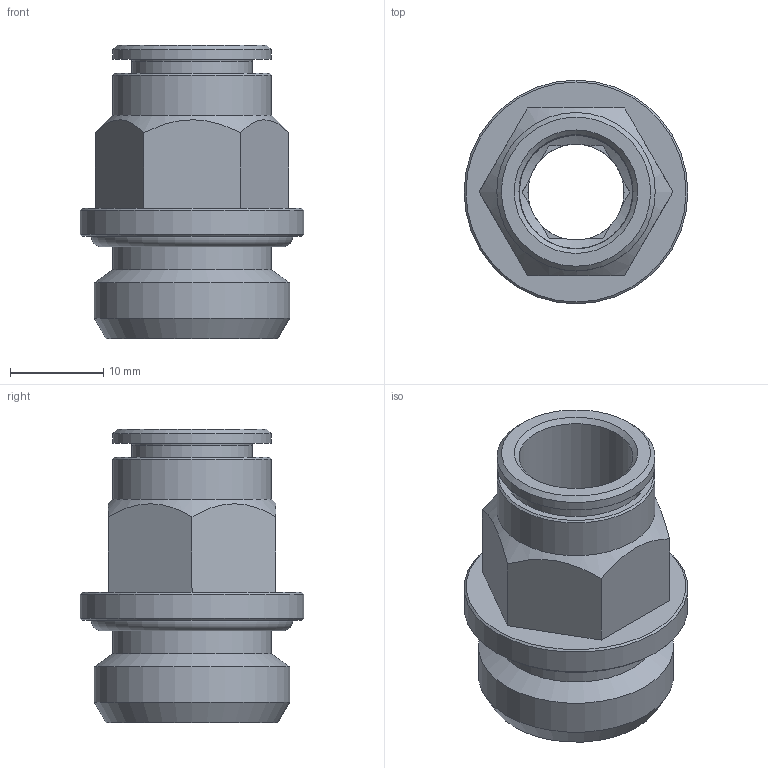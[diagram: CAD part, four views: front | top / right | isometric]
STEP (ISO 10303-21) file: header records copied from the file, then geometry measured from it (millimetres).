
FILE_DESCRIPTION(( 'RV.01.12.12.STP' ), '1');
FILE_NAME( 'RV.01.12.12.STP', '2021-03-01T17:23:31',( 'Sopra'),('sopra-pneumatic.com'), 'SwSTEP 2.0','SolidWorks 2009','' );
FILE_SCHEMA (('AUTOMOTIVE_DESIGN { 1 0 10303 214 1 1 1 1 }'));
Length unit declared in the file: millimetre
Products named in the file (4): Root; OR 17.12X2.62; DR12-5; R200115
Assembly tree (3 placements, depth 2):
  Root
    OR 17.12X2.62
    DR12-5
    R200115
Bounding box: 24 x 24 x 31.5 mm (x, y, z)
Volume: 5140.9 mm3; surface area: 5472.7 mm2
Topology: 3 solids, 3 shells, 66 faces, 155 edges, 98 vertices
Faces by surface type: plane 33, cone 16, cylinder 12, torus 5
Full cylindrical faces by diameter (mm): 10.3 x1, 12.15 x1, 12.25 x1, 12.9 x1, 14.5 x1, 14.7 x1, 15.2 x1, 17 x3, 20.955 x1, 24 x1
Entity records: 2837 total; most frequent: DIRECTION 324, CARTESIAN_POINT 270, PRESENTATION_STYLE_ASSIGNMENT 225, COLOUR_RGB 224, DRAUGHTING_PRE_DEFINED_CURVE_FONT 222, CURVE_STYLE 222, OVER_RIDING_STYLED_ITEM 222, ORIENTED_EDGE 222
